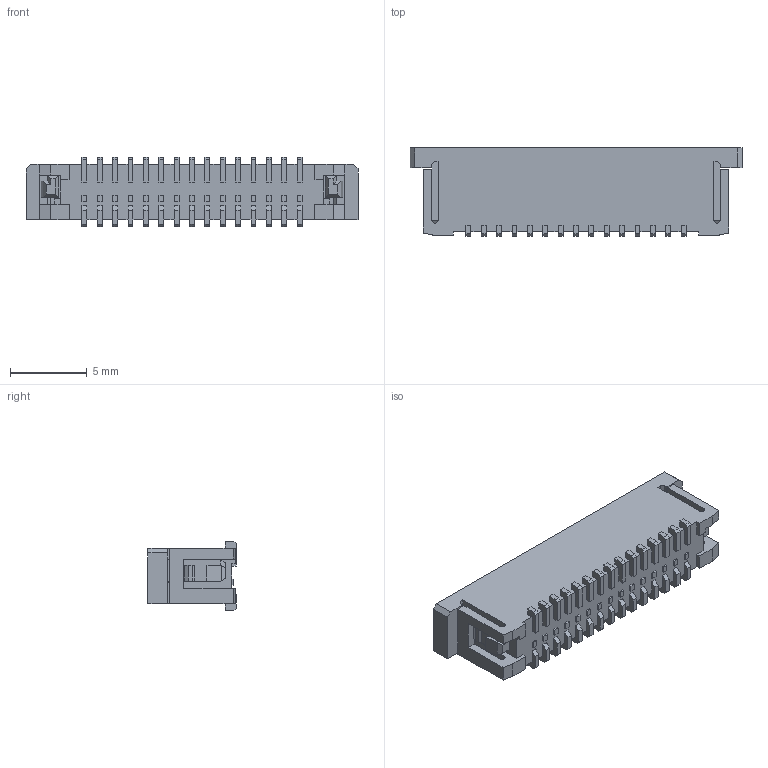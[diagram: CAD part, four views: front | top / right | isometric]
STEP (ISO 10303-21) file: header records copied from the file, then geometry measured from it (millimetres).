
FILE_DESCRIPTION((''),'2;1');
FILE_NAME('526101572','2019-06-21T',('gga'),(''),'PRO/ENGINEER BY PARAMETRIC TECHNOLOGY CORPORATION, 2016010','PRO/ENGINEER BY PARAMETRIC TECHNOLOGY CORPORATION, 2016010','');
FILE_SCHEMA(('CONFIG_CONTROL_DESIGN'));
Length unit declared in the file: millimetre
Products named in the file (1): 526101572
Bounding box: 21.6 x 5.75 x 4.5 mm (x, y, z)
Volume: 353.9 mm3; surface area: 801.2 mm2
Topology: 1 solids, 1 shells, 561 faces, 1787 edges, 1216 vertices
Faces by surface type: plane 526, cylinder 35
Entity records: 19290 total; most frequent: CARTESIAN_POINT 3457, ORIENTED_EDGE 3334, DIRECTION 2977, VECTOR 1717, LINE 1717, EDGE_CURVE 1667, VERTEX_POINT 1096, AXIS2_PLACEMENT_3D 630
